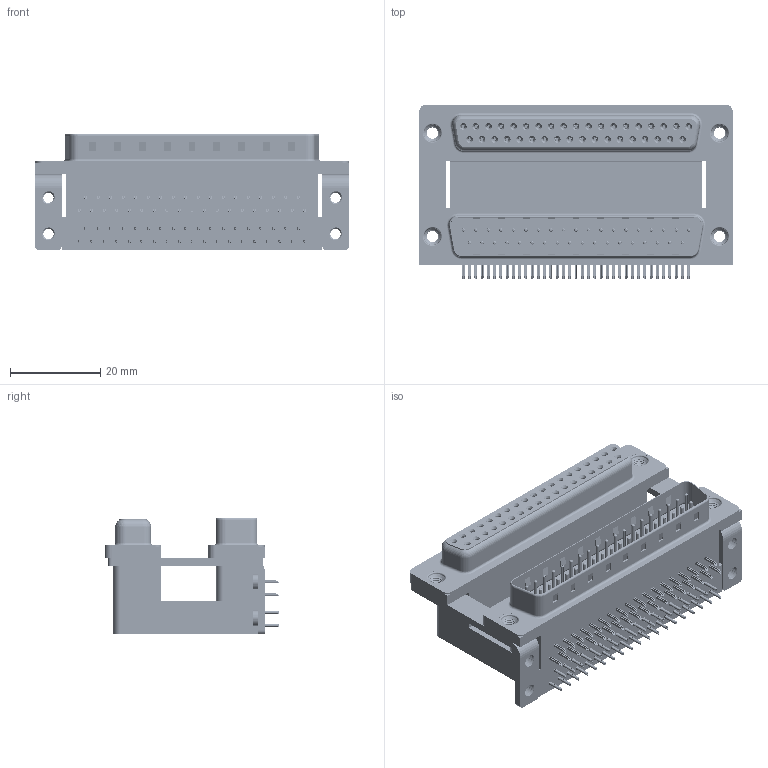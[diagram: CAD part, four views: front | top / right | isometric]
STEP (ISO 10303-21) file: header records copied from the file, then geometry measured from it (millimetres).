
FILE_DESCRIPTION (( 'STEP AP203' ), '1' );
FILE_NAME ('664-037-264-05C.STEP', '2022-06-21T01:42:44', ( '' ), ( '' ), 'SwSTEP 2.0', 'SolidWorks 2020', '' );
FILE_SCHEMA (( 'CONFIG_CONTROL_DESIGN' ));
Length unit declared in the file: millimetre
Products named in the file (13): 664 Mounting Bracket_ThruH; 664 Contact Bottom Upper_H; 664 Contact Bottom Lower; 664 Housing Spacer_37 Contacts H; 664-037-264-05C; 664 Contact Top Upper_H; 664 4-40 Threaded Board Mount; 664 Shell Receptacle_37 Contacts; 664 Contact Top Lower; 664 Shell Plug_37 Contacts; 664 Threaded Rivet_M3; 664 Housing Upper_37 Contacts H; 664 Housing Lower_37 Contacts
Assembly tree (89 placements, depth 2):
  664-037-264-05C
    664 Housing Lower_37 Contacts
    664 Housing Spacer_37 Contacts H
    664 Housing Upper_37 Contacts H
    664 Shell Plug_37 Contacts
    664 Shell Receptacle_37 Contacts
    664 Contact Bottom Lower  x18
    664 Contact Top Lower  x19
    664 Contact Bottom Upper_H  x18
    664 Contact Top Upper_H  x19
    664 Mounting Bracket_ThruH  x2
    664 4-40 Threaded Board Mount  x4
    664 Threaded Rivet_M3  x4
Bounding box: 69.32 x 38.59 x 25.6 mm (x, y, z)
Volume: 32705.4 mm3; surface area: 34346.2 mm2
Topology: 89 solids, 89 shells, 9089 faces, 23377 edges, 14589 vertices
Faces by surface type: plane 4753, cylinder 2261, bspline 1284, cone 500, torus 291
Entity records: 70038 total; most frequent: CARTESIAN_POINT 17286, ORIENTED_EDGE 10202, DIRECTION 9820, EDGE_CURVE 5101, LINE 3810, VECTOR 3810, VERTEX_POINT 3287, AXIS2_PLACEMENT_3D 3005
